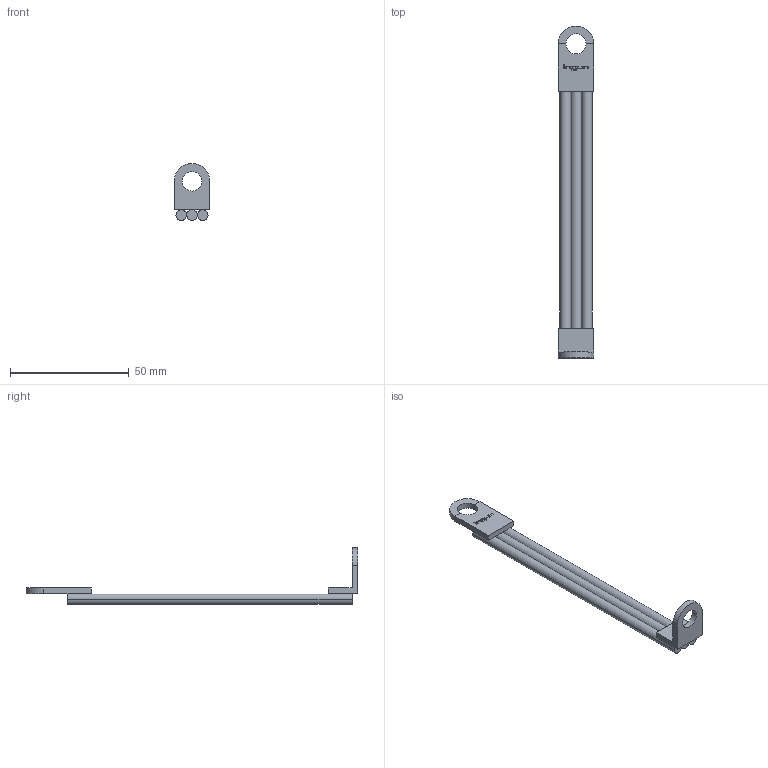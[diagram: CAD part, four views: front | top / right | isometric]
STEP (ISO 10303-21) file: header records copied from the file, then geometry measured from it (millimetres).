
FILE_DESCRIPTION (( 'STEP AP203' ), '1' );
FILE_NAME ('INGUN_SE-AWG08-6-AN0003-100-AN0004-3.STEP', '2025-11-19T09:04:37', ( '' ), ( '' ), 'SwSTEP 2.0', 'SolidWorks 2023', '' );
FILE_SCHEMA (( 'CONFIG_CONTROL_DESIGN' ));
Length unit declared in the file: millimetre
Products named in the file (1): INGUN_SE-AWG08-6-AN0003-100-AN0004-3
Bounding box: 15 x 140 x 24 mm (x, y, z)
Volume: 7468.3 mm3; surface area: 7077.5 mm2
Topology: 1 solids, 1 shells, 100 faces, 286 edges, 188 vertices
Faces by surface type: plane 66, cylinder 34
Entity records: 3359 total; most frequent: CARTESIAN_POINT 575, ORIENTED_EDGE 572, DIRECTION 568, EDGE_CURVE 286, LINE 206, VECTOR 206, VERTEX_POINT 188, AXIS2_PLACEMENT_3D 181
